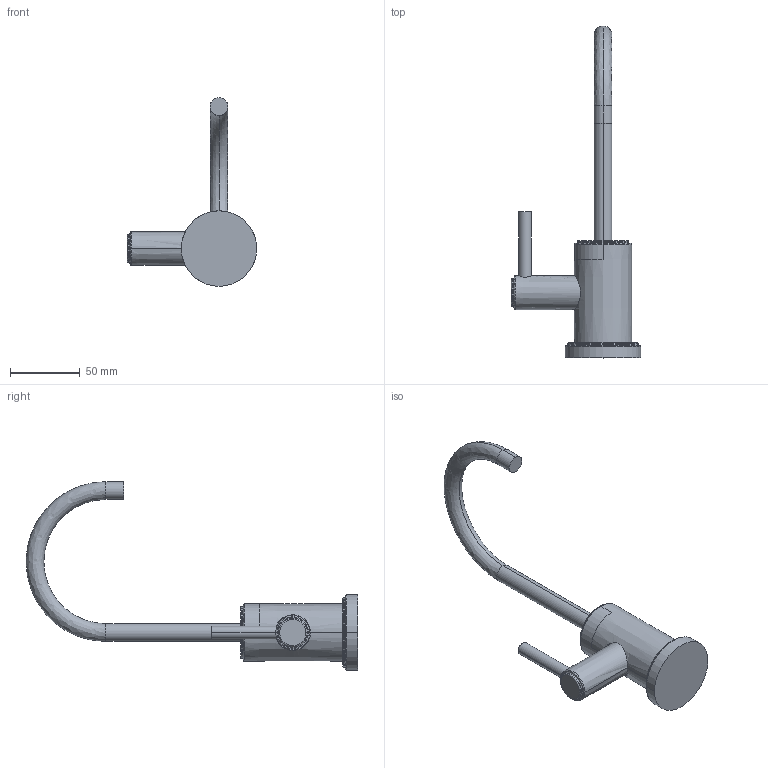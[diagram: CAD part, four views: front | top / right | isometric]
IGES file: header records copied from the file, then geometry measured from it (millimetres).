
Start section:  PTC IGES file: 3180-5613.igs
Global section: file name: 3180-5613.igs; native system: Creo Parametric by PTC Inc.; preprocessor: 2018400; author: jinson.thomas; organization: Unknown; date: 20210422.102900; units: inch
Bounding box: 92.65 x 237.41 x 134.94 mm (x, y, z)
Volume: 177360.2 mm3; surface area: 31728.8 mm2
Topology: 1 solids, 1 shells, 53 faces, 110 edges, 66 vertices
Faces by surface type: revolution 42, bspline 11
